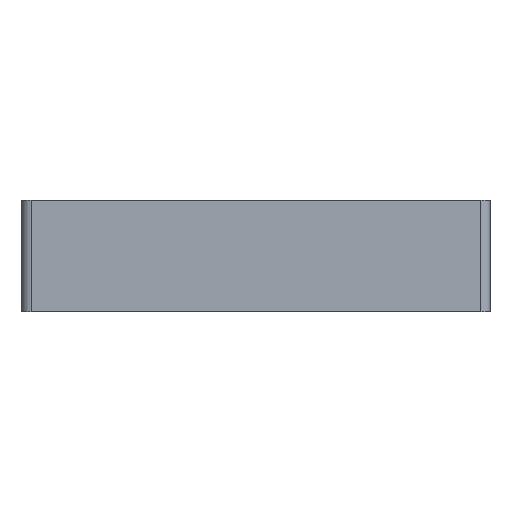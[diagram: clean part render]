
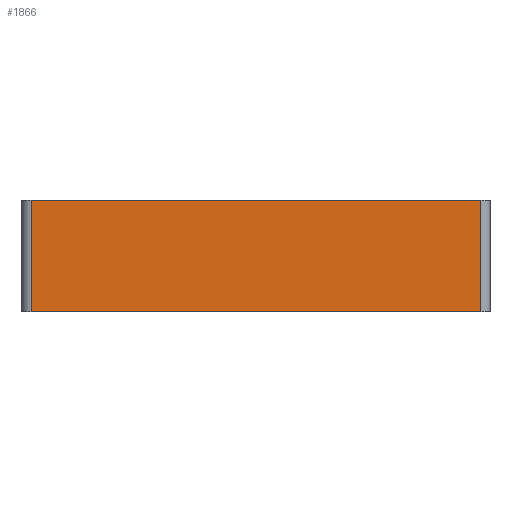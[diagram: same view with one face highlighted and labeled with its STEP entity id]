
A CAD part, front view. The second image highlights one B-rep face of the part: STEP entity #1866.
In plain terms, the highlighted planar face has unit normal (0, -1, 0).
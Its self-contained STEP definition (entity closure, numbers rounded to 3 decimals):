
#44 = PLANE('',#45);
#45 = AXIS2_PLACEMENT_3D('',#46,#47,#48);
#46 = CARTESIAN_POINT('',(0.,0.,9.));
#47 = DIRECTION('',(-0.,-0.,-1.));
#48 = DIRECTION('',(-1.,0.,0.));
#195 = VERTEX_POINT('',#196);
#196 = CARTESIAN_POINT('',(18.22,-29.892,9.));
#211 = CYLINDRICAL_SURFACE('',#212,0.75);
#212 = AXIS2_PLACEMENT_3D('',#213,#214,#215);
#213 = CARTESIAN_POINT('',(18.22,-29.142,9.));
#214 = DIRECTION('',(0.,0.,1.));
#215 = DIRECTION('',(1.,0.,0.));
#223 = EDGE_CURVE('',#195,#224,#226,.T.);
#224 = VERTEX_POINT('',#225);
#225 = CARTESIAN_POINT('',(-18.22,-29.892,9.));
#226 = SURFACE_CURVE('',#227,(#231,#238),.PCURVE_S1.);
#227 = LINE('',#228,#229);
#228 = CARTESIAN_POINT('',(18.97,-29.892,9.));
#229 = VECTOR('',#230,1.);
#230 = DIRECTION('',(-1.,0.,0.));
#231 = PCURVE('',#44,#232);
#232 = DEFINITIONAL_REPRESENTATION('',(#233),#237);
#233 = LINE('',#234,#235);
#234 = CARTESIAN_POINT('',(-18.97,-29.892));
#235 = VECTOR('',#236,1.);
#236 = DIRECTION('',(1.,0.));
#237 = ( GEOMETRIC_REPRESENTATION_CONTEXT(2) 
PARAMETRIC_REPRESENTATION_CONTEXT() REPRESENTATION_CONTEXT('2D SPACE',''
  ) );
#238 = PCURVE('',#239,#244);
#239 = PLANE('',#240);
#240 = AXIS2_PLACEMENT_3D('',#241,#242,#243);
#241 = CARTESIAN_POINT('',(18.97,-29.892,9.));
#242 = DIRECTION('',(0.,-1.,0.));
#243 = DIRECTION('',(-1.,0.,0.));
#244 = DEFINITIONAL_REPRESENTATION('',(#245),#249);
#245 = LINE('',#246,#247);
#246 = CARTESIAN_POINT('',(0.,-0.));
#247 = VECTOR('',#248,1.);
#248 = DIRECTION('',(1.,0.));
#249 = ( GEOMETRIC_REPRESENTATION_CONTEXT(2) 
PARAMETRIC_REPRESENTATION_CONTEXT() REPRESENTATION_CONTEXT('2D SPACE',''
  ) );
#272 = CYLINDRICAL_SURFACE('',#273,0.75);
#273 = AXIS2_PLACEMENT_3D('',#274,#275,#276);
#274 = CARTESIAN_POINT('',(-18.22,-29.142,9.));
#275 = DIRECTION('',(0.,0.,1.));
#276 = DIRECTION('',(-1.,0.,0.));
#1655 = PLANE('',#1656);
#1656 = AXIS2_PLACEMENT_3D('',#1657,#1658,#1659);
#1657 = CARTESIAN_POINT('',(0.,0.,18.));
#1658 = DIRECTION('',(-0.,-0.,-1.));
#1659 = DIRECTION('',(-1.,0.,0.));
#1767 = EDGE_CURVE('',#224,#1768,#1770,.T.);
#1768 = VERTEX_POINT('',#1769);
#1769 = CARTESIAN_POINT('',(-18.22,-29.892,18.));
#1770 = SURFACE_CURVE('',#1771,(#1775,#1782),.PCURVE_S1.);
#1771 = LINE('',#1772,#1773);
#1772 = CARTESIAN_POINT('',(-18.22,-29.892,9.));
#1773 = VECTOR('',#1774,1.);
#1774 = DIRECTION('',(0.,0.,1.));
#1775 = PCURVE('',#272,#1776);
#1776 = DEFINITIONAL_REPRESENTATION('',(#1777),#1781);
#1777 = LINE('',#1778,#1779);
#1778 = CARTESIAN_POINT('',(1.571,0.));
#1779 = VECTOR('',#1780,1.);
#1780 = DIRECTION('',(0.,1.));
#1781 = ( GEOMETRIC_REPRESENTATION_CONTEXT(2) 
PARAMETRIC_REPRESENTATION_CONTEXT() REPRESENTATION_CONTEXT('2D SPACE',''
  ) );
#1782 = PCURVE('',#239,#1783);
#1783 = DEFINITIONAL_REPRESENTATION('',(#1784),#1788);
#1784 = LINE('',#1785,#1786);
#1785 = CARTESIAN_POINT('',(37.19,0.));
#1786 = VECTOR('',#1787,1.);
#1787 = DIRECTION('',(0.,-1.));
#1788 = ( GEOMETRIC_REPRESENTATION_CONTEXT(2) 
PARAMETRIC_REPRESENTATION_CONTEXT() REPRESENTATION_CONTEXT('2D SPACE',''
  ) );
#1821 = EDGE_CURVE('',#195,#1822,#1824,.T.);
#1822 = VERTEX_POINT('',#1823);
#1823 = CARTESIAN_POINT('',(18.22,-29.892,18.));
#1824 = SURFACE_CURVE('',#1825,(#1829,#1836),.PCURVE_S1.);
#1825 = LINE('',#1826,#1827);
#1826 = CARTESIAN_POINT('',(18.22,-29.892,9.));
#1827 = VECTOR('',#1828,1.);
#1828 = DIRECTION('',(0.,0.,1.));
#1829 = PCURVE('',#211,#1830);
#1830 = DEFINITIONAL_REPRESENTATION('',(#1831),#1835);
#1831 = LINE('',#1832,#1833);
#1832 = CARTESIAN_POINT('',(-1.571,0.));
#1833 = VECTOR('',#1834,1.);
#1834 = DIRECTION('',(-0.,1.));
#1835 = ( GEOMETRIC_REPRESENTATION_CONTEXT(2) 
PARAMETRIC_REPRESENTATION_CONTEXT() REPRESENTATION_CONTEXT('2D SPACE',''
  ) );
#1836 = PCURVE('',#239,#1837);
#1837 = DEFINITIONAL_REPRESENTATION('',(#1838),#1842);
#1838 = LINE('',#1839,#1840);
#1839 = CARTESIAN_POINT('',(0.75,0.));
#1840 = VECTOR('',#1841,1.);
#1841 = DIRECTION('',(0.,-1.));
#1842 = ( GEOMETRIC_REPRESENTATION_CONTEXT(2) 
PARAMETRIC_REPRESENTATION_CONTEXT() REPRESENTATION_CONTEXT('2D SPACE',''
  ) );
#1866 = ADVANCED_FACE('',(#1867),#239,.T.);
#1867 = FACE_BOUND('',#1868,.T.);
#1868 = EDGE_LOOP('',(#1869,#1870,#1871,#1892));
#1869 = ORIENTED_EDGE('',*,*,#223,.F.);
#1870 = ORIENTED_EDGE('',*,*,#1821,.T.);
#1871 = ORIENTED_EDGE('',*,*,#1872,.T.);
#1872 = EDGE_CURVE('',#1822,#1768,#1873,.T.);
#1873 = SURFACE_CURVE('',#1874,(#1878,#1885),.PCURVE_S1.);
#1874 = LINE('',#1875,#1876);
#1875 = CARTESIAN_POINT('',(18.97,-29.892,18.));
#1876 = VECTOR('',#1877,1.);
#1877 = DIRECTION('',(-1.,0.,0.));
#1878 = PCURVE('',#239,#1879);
#1879 = DEFINITIONAL_REPRESENTATION('',(#1880),#1884);
#1880 = LINE('',#1881,#1882);
#1881 = CARTESIAN_POINT('',(0.,-9.));
#1882 = VECTOR('',#1883,1.);
#1883 = DIRECTION('',(1.,0.));
#1884 = ( GEOMETRIC_REPRESENTATION_CONTEXT(2) 
PARAMETRIC_REPRESENTATION_CONTEXT() REPRESENTATION_CONTEXT('2D SPACE',''
  ) );
#1885 = PCURVE('',#1655,#1886);
#1886 = DEFINITIONAL_REPRESENTATION('',(#1887),#1891);
#1887 = LINE('',#1888,#1889);
#1888 = CARTESIAN_POINT('',(-18.97,-29.892));
#1889 = VECTOR('',#1890,1.);
#1890 = DIRECTION('',(1.,0.));
#1891 = ( GEOMETRIC_REPRESENTATION_CONTEXT(2) 
PARAMETRIC_REPRESENTATION_CONTEXT() REPRESENTATION_CONTEXT('2D SPACE',''
  ) );
#1892 = ORIENTED_EDGE('',*,*,#1767,.F.);
